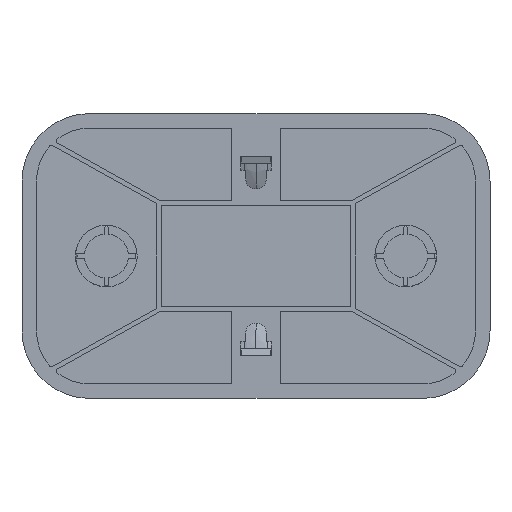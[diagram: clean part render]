
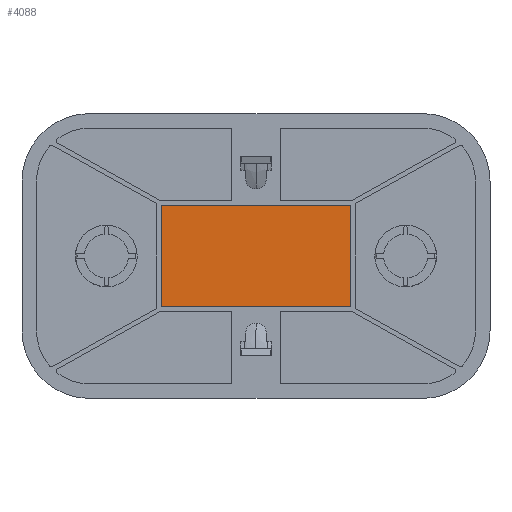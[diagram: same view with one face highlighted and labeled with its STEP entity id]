
A CAD part, front view. The second image highlights one B-rep face of the part: STEP entity #4088.
In plain terms, the highlighted planar face has unit normal (0, -1, 0).
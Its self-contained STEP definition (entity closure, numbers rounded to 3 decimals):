
#95 = CARTESIAN_POINT ( 'NONE',  ( 6.005, -1.5, -12.422 ) ) ;
#2005 = AXIS2_PLACEMENT_3D ( 'NONE', #38684, #10101, #43642 ) ;
#4088 = ADVANCED_FACE ( 'NONE', ( #26689 ), #15715, .T. ) ;
#5303 = ORIENTED_EDGE ( 'NONE', *, *, #43885, .T. ) ;
#8079 = CARTESIAN_POINT ( 'NONE',  ( 49.005, -1.5, -12.422 ) ) ;
#10101 = DIRECTION ( 'NONE',  ( 0., -1., 0. ) ) ;
#11897 = LINE ( 'NONE', #63939, #44242 ) ;
#12277 = DIRECTION ( 'NONE',  ( 1., 0., 0. ) ) ;
#15715 = PLANE ( 'NONE',  #2005 ) ;
#16448 = VERTEX_POINT ( 'NONE', #60346 ) ;
#18568 = LINE ( 'NONE', #95, #40650 ) ;
#22359 = CARTESIAN_POINT ( 'NONE',  ( 6.005, -1.5, -12.422 ) ) ;
#23813 = VECTOR ( 'NONE', #65639, 1000. ) ;
#24359 = VERTEX_POINT ( 'NONE', #22359 ) ;
#24669 = DIRECTION ( 'NONE',  ( 0., 0., 1. ) ) ;
#25299 = EDGE_CURVE ( 'NONE', #16448, #24359, #41454, .T. ) ;
#26689 = FACE_OUTER_BOUND ( 'NONE', #50471, .T. ) ;
#33768 = VECTOR ( 'NONE', #24669, 1000. ) ;
#37262 = EDGE_CURVE ( 'NONE', #49186, #16448, #53744, .T. ) ;
#38684 = CARTESIAN_POINT ( 'NONE',  ( 0., -1.5, 0. ) ) ;
#39744 = CARTESIAN_POINT ( 'NONE',  ( 49.005, -1.5, -35.422 ) ) ;
#40650 = VECTOR ( 'NONE', #58590, 1000. ) ;
#41454 = LINE ( 'NONE', #64875, #23813 ) ;
#43642 = DIRECTION ( 'NONE',  ( 0., 0., -1. ) ) ;
#43885 = EDGE_CURVE ( 'NONE', #60428, #49186, #11897, .T. ) ;
#44128 = ORIENTED_EDGE ( 'NONE', *, *, #37262, .T. ) ;
#44242 = VECTOR ( 'NONE', #12277, 1000. ) ;
#49186 = VERTEX_POINT ( 'NONE', #39744 ) ;
#50471 = EDGE_LOOP ( 'NONE', ( #68221, #5303, #44128, #63075 ) ) ;
#53744 = LINE ( 'NONE', #8079, #33768 ) ;
#58590 = DIRECTION ( 'NONE',  ( 0., 0., -1. ) ) ;
#60346 = CARTESIAN_POINT ( 'NONE',  ( 49.005, -1.5, -12.422 ) ) ;
#60428 = VERTEX_POINT ( 'NONE', #70234 ) ;
#63075 = ORIENTED_EDGE ( 'NONE', *, *, #25299, .T. ) ;
#63939 = CARTESIAN_POINT ( 'NONE',  ( 6.005, -1.5, -35.422 ) ) ;
#64875 = CARTESIAN_POINT ( 'NONE',  ( 6.005, -1.5, -12.422 ) ) ;
#65639 = DIRECTION ( 'NONE',  ( -1., 0., 0. ) ) ;
#68221 = ORIENTED_EDGE ( 'NONE', *, *, #73743, .T. ) ;
#70234 = CARTESIAN_POINT ( 'NONE',  ( 6.005, -1.5, -35.422 ) ) ;
#73743 = EDGE_CURVE ( 'NONE', #24359, #60428, #18568, .T. ) ;
